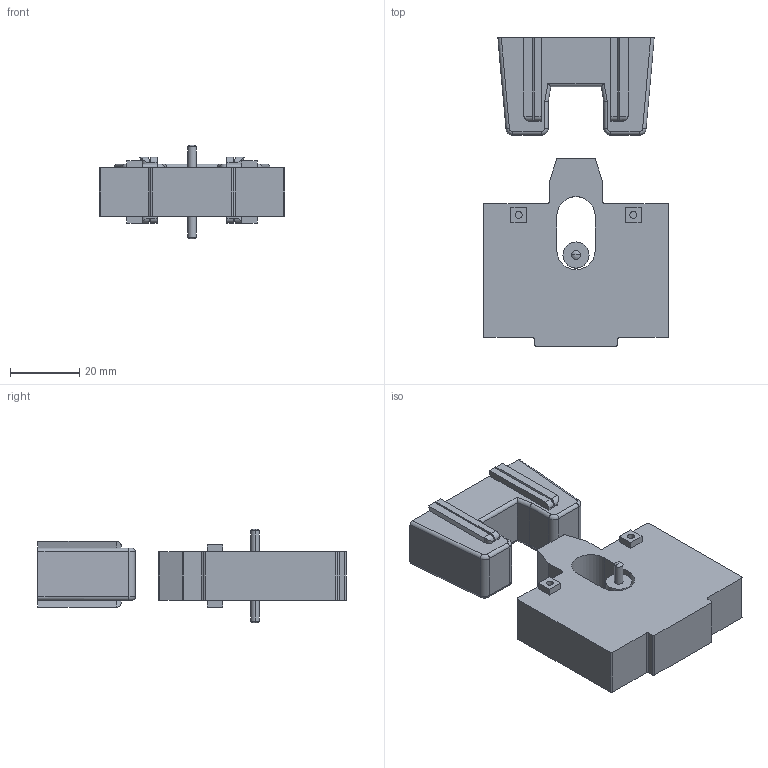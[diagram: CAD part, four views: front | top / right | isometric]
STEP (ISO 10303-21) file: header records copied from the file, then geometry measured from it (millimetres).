
FILE_DESCRIPTION (( 'STEP AP203' ), '1' );
FILE_NAME ('Áëîêèðîâî÷íîå óñòðîéñòâî äî 32À ctr-s-01.STEP', '2016-11-02T14:51:08', ( '' ), ( '' ), 'SwSTEP 2.0', 'SolidWorks 2016', '' );
FILE_SCHEMA (( 'CONFIG_CONTROL_DESIGN' ));
Length unit declared in the file: millimetre
Products named in the file (1): Áëîêèðîâî÷íîå óñòðîéñòâî äî 32À  ctr-s-01
Bounding box: 53.5 x 88.69 x 27 mm (x, y, z)
Volume: 36340.1 mm3; surface area: 16752.3 mm2
Topology: 3 solids, 3 shells, 183 faces, 458 edges, 290 vertices
Faces by surface type: plane 107, cylinder 64, torus 8, bspline 4
Entity records: 5485 total; most frequent: CARTESIAN_POINT 1072, ORIENTED_EDGE 908, DIRECTION 886, EDGE_CURVE 454, VECTOR 326, LINE 326, VERTEX_POINT 290, AXIS2_PLACEMENT_3D 280
